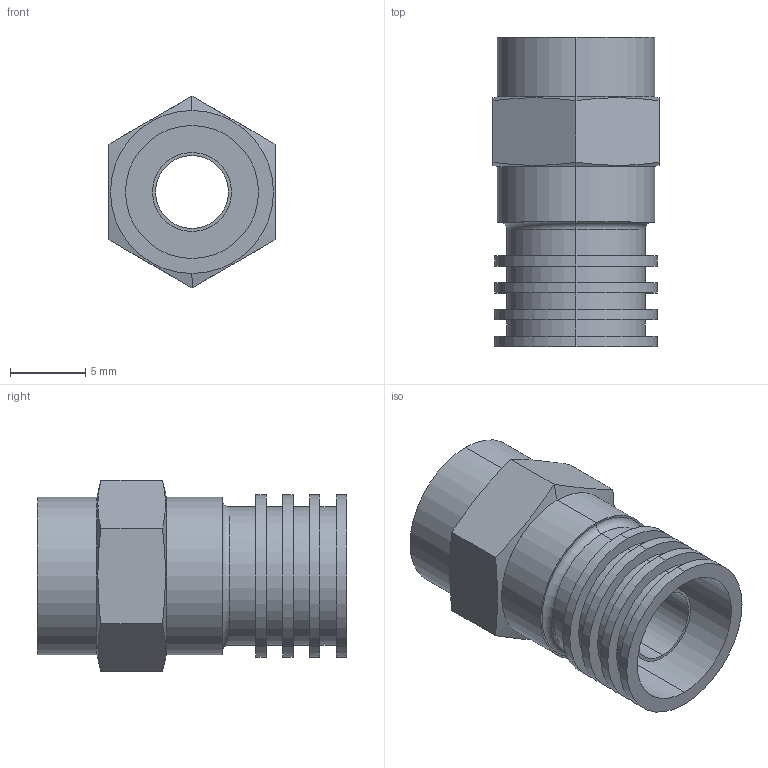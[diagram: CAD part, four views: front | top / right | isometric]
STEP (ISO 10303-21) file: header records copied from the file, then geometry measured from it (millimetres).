
FILE_DESCRIPTION (( 'STEP AP214' ), '1' );
FILE_NAME ('BAC529.STEP', '2013-03-28T13:44:46', ( 'x' ), ( '' ), 'SwSTEP 2.0', 'SolidWorks 2012', '' );
FILE_SCHEMA (( 'AUTOMOTIVE_DESIGN' ));
Length unit declared in the file: inch
Products named in the file (1): BAC529
Bounding box: 11 x 20.5 x 12.7 mm (x, y, z)
Volume: 879.6 mm3; surface area: 1711 mm2
Topology: 1 solids, 1 shells, 55 faces, 114 edges, 74 vertices
Faces by surface type: cylinder 28, plane 21, cone 4, torus 2
Entity records: 1729 total; most frequent: CARTESIAN_POINT 300, DIRECTION 278, ORIENTED_EDGE 228, AXIS2_PLACEMENT_3D 120, EDGE_CURVE 114, VERTEX_POINT 74, EDGE_LOOP 70, CIRCLE 64
